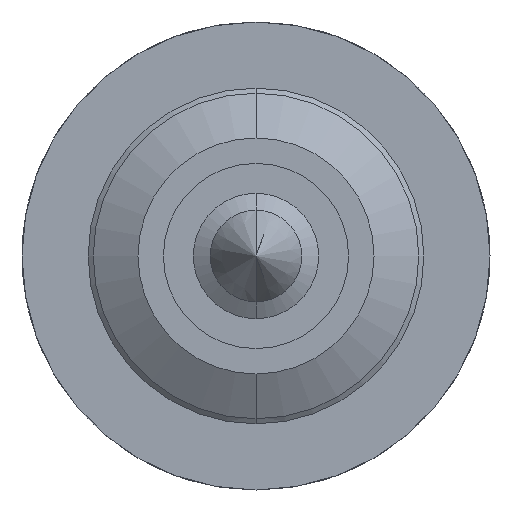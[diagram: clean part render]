
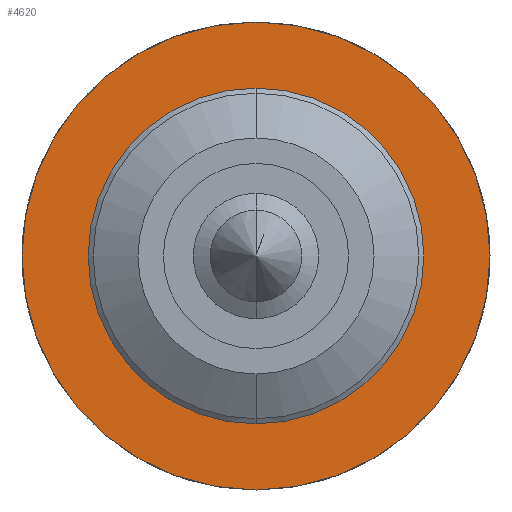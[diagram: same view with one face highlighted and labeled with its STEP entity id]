
A CAD part, front view. The second image highlights one B-rep face of the part: STEP entity #4620.
In plain terms, the highlighted planar face has unit normal (0, -1, 0).
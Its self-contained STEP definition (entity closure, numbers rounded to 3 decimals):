
#15 = EDGE_CURVE ( 'Defeature ausgef�hrt2_5+Defeature ausgef�hrt2_6+Defeature ausgef�hrt2_6+Defeature ausgef�hrt2_6', #2488, #3776, #4033, .T. ) ;
#105 = CARTESIAN_POINT ( 'NONE',  ( 0., -2., 0. ) ) ;
#152 = CARTESIAN_POINT ( 'NONE',  ( 1.15, -2., 0. ) ) ;
#163 = EDGE_CURVE ( 'Defeature ausgef�hrt2_5+Defeature ausgef�hrt2_6+Defeature ausgef�hrt2_6+Defeature ausgef�hrt2_6', #3776, #2488, #3427, .T. ) ;
#390 = DIRECTION ( 'NONE',  ( 0., 0., 1. ) ) ;
#500 = AXIS2_PLACEMENT_3D ( 'NONE', #2878, #2520, #390 ) ;
#508 = VERTEX_POINT ( 'NONE', #1346 ) ;
#548 = VERTEX_POINT ( 'NONE', #4541 ) ;
#844 = DIRECTION ( 'NONE',  ( 0., 0., 1. ) ) ;
#860 = AXIS2_PLACEMENT_3D ( 'NONE', #152, #3698, #1199 ) ;
#866 = DIRECTION ( 'NONE',  ( 0., 1., 0. ) ) ;
#1020 = CARTESIAN_POINT ( 'NONE',  ( 0., -2., -1.15 ) ) ;
#1098 = ORIENTED_EDGE ( 'NONE', *, *, #15, .F. ) ;
#1199 = DIRECTION ( 'NONE',  ( 0., 0., 1. ) ) ;
#1204 = FACE_OUTER_BOUND ( 'NONE', #2737, .T. ) ;
#1346 = CARTESIAN_POINT ( 'NONE',  ( 0., -2., 0.825 ) ) ;
#1499 = CARTESIAN_POINT ( 'NONE',  ( 0., -2., 0. ) ) ;
#1558 = PLANE ( 'NONE',  #860 ) ;
#1585 = CIRCLE ( 'NONE', #2806, 0.825 ) ;
#1803 = FACE_BOUND ( 'NONE', #4095, .T. ) ;
#1815 = EDGE_CURVE ( 'Defeature ausgef�hrt2_6+Defeature ausgef�hrt2_4+Defeature ausgef�hrt2_4+Defeature ausgef�hrt2_4', #508, #548, #3523, .T. ) ;
#2028 = CARTESIAN_POINT ( 'NONE',  ( 0., -2., 1.15 ) ) ;
#2184 = ORIENTED_EDGE ( 'NONE', *, *, #4299, .T. ) ;
#2338 = AXIS2_PLACEMENT_3D ( 'NONE', #1499, #3297, #4354 ) ;
#2417 = ORIENTED_EDGE ( 'NONE', *, *, #163, .F. ) ;
#2488 = VERTEX_POINT ( 'NONE', #2028 ) ;
#2508 = DIRECTION ( 'NONE',  ( 0., 1., 0. ) ) ;
#2520 = DIRECTION ( 'NONE',  ( 0., 1., 0. ) ) ;
#2737 = EDGE_LOOP ( 'NONE', ( #1098, #2417 ) ) ;
#2806 = AXIS2_PLACEMENT_3D ( 'NONE', #105, #866, #844 ) ;
#2878 = CARTESIAN_POINT ( 'NONE',  ( 0., -2., 0. ) ) ;
#2906 = ORIENTED_EDGE ( 'NONE', *, *, #1815, .T. ) ;
#3222 = DIRECTION ( 'NONE',  ( 0., 0., 1. ) ) ;
#3297 = DIRECTION ( 'NONE',  ( 0., 1., 0. ) ) ;
#3427 = CIRCLE ( 'NONE', #2338, 1.15 ) ;
#3523 = CIRCLE ( 'NONE', #500, 0.825 ) ;
#3559 = CARTESIAN_POINT ( 'NONE',  ( 0., -2., 0. ) ) ;
#3698 = DIRECTION ( 'NONE',  ( 0., 1., 0. ) ) ;
#3776 = VERTEX_POINT ( 'NONE', #1020 ) ;
#4033 = CIRCLE ( 'NONE', #4187, 1.15 ) ;
#4095 = EDGE_LOOP ( 'NONE', ( #2906, #2184 ) ) ;
#4187 = AXIS2_PLACEMENT_3D ( 'NONE', #3559, #2508, #3222 ) ;
#4299 = EDGE_CURVE ( 'Defeature ausgef�hrt2_6+Defeature ausgef�hrt2_4+Defeature ausgef�hrt2_4+Defeature ausgef�hrt2_4', #548, #508, #1585, .T. ) ;
#4354 = DIRECTION ( 'NONE',  ( 0., 0., 1. ) ) ;
#4541 = CARTESIAN_POINT ( 'NONE',  ( 0., -2., -0.825 ) ) ;
#4620 = ADVANCED_FACE ( 'Defeature ausgef�hrt2_6', ( #1204, #1803 ), #1558, .F. ) ;
